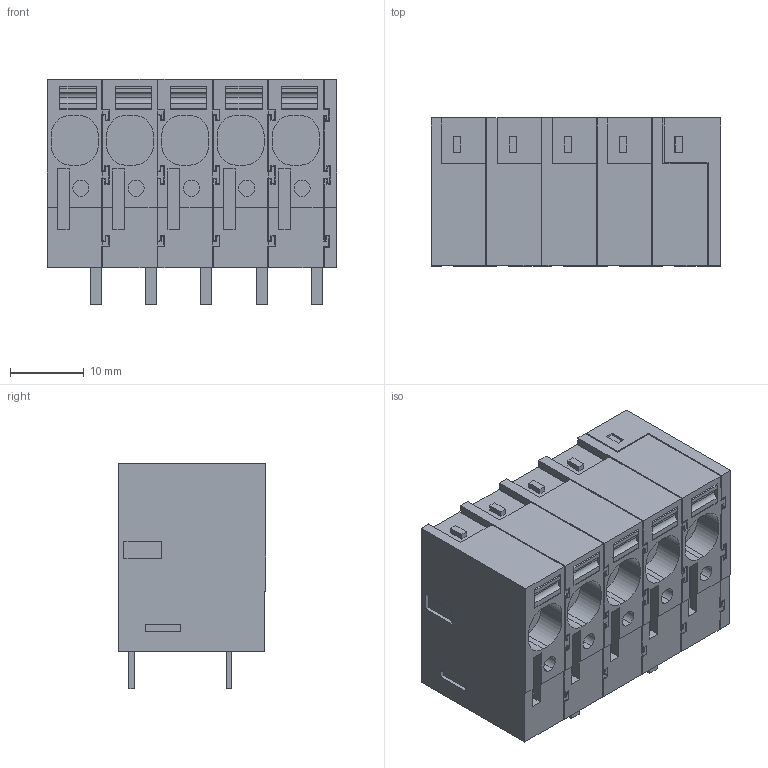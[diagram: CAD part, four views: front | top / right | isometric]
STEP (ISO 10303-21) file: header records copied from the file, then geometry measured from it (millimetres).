
FILE_DESCRIPTION(('CATIA V5 STEP Exchange','CAx-IF Rec.Pracs.--- Model Styling and Organization---1.4--- 2014-01-23'),'2;1');
FILE_NAME ('D1544593_1_2891910000_2891910000.stp','2023-04-17T07:26:36+00:00',('none'),('Weidmueller'),'CATIA Version 5-6 Release 2016 SP3 HF44','CATIA V5 STEP AP214','none');
FILE_SCHEMA(('AUTOMOTIVE_DESIGN { 1 0 10303 214 1 1 1 1 }'));
Length unit declared in the file: millimetre
Products named in the file (1): 2891910000
Bounding box: 39.3 x 20.05 x 30.56 mm (x, y, z)
Volume: 17498.9 mm3; surface area: 11083.6 mm2
Topology: 15 solids, 15 shells, 985 faces, 2923 edges, 2000 vertices
Faces by surface type: plane 940, cylinder 45
Entity records: 32141 total; most frequent: ORIENTED_EDGE 5846, CARTESIAN_POINT 5647, DIRECTION 4363, EDGE_CURVE 2923, VECTOR 2831, LINE 2831, VERTEX_POINT 2000, EDGE_LOOP 1019
